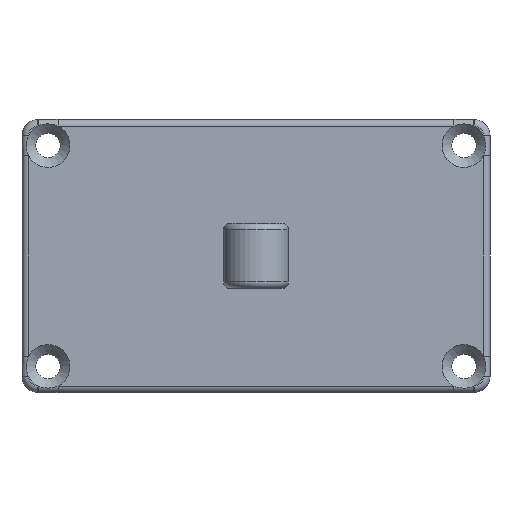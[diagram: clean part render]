
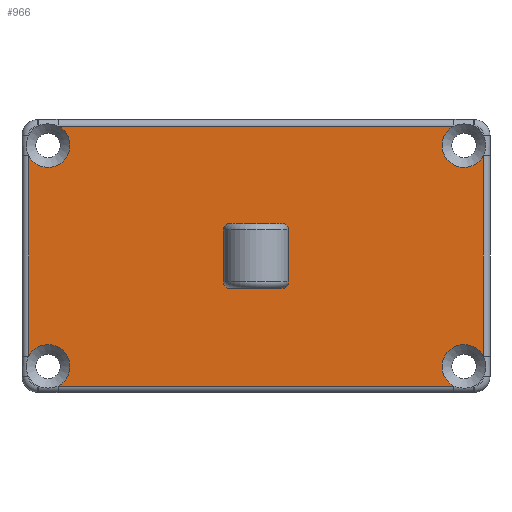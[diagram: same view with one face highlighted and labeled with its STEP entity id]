
A CAD part, front view. The second image highlights one B-rep face of the part: STEP entity #966.
In plain terms, the highlighted planar face has unit normal (0, -1, 0).
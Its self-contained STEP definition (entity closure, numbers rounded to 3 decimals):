
#53=FACE_BOUND('',#267,.T.);
#58=CIRCLE('',#994,1.);
#62=CIRCLE('',#1000,1.);
#65=CIRCLE('',#1006,1.);
#70=CIRCLE('',#1013,1.);
#114=CIRCLE('',#1089,3.375);
#118=CIRCLE('',#1094,3.375);
#120=CIRCLE('',#1096,3.375);
#122=CIRCLE('',#1099,3.375);
#124=CIRCLE('',#1101,3.375);
#126=CIRCLE('',#1107,3.375);
#206=FACE_OUTER_BOUND('',#266,.T.);
#266=EDGE_LOOP('',(#824,#825,#826,#827,#828,#829,#830,#831,#832,#833));
#267=EDGE_LOOP('',(#834,#835,#836,#837,#838,#839,#840,#841));
#283=LINE('',#1451,#334);
#288=LINE('',#1465,#339);
#291=LINE('',#1479,#342);
#296=LINE('',#1501,#347);
#299=LINE('',#1515,#350);
#302=LINE('',#1563,#353);
#306=LINE('',#1623,#357);
#310=LINE('',#1689,#361);
#334=VECTOR('',#1130,10.);
#339=VECTOR('',#1143,10.);
#342=VECTOR('',#1158,10.);
#347=VECTOR('',#1187,10.);
#350=VECTOR('',#1202,10.);
#353=VECTOR('',#1235,10.);
#357=VECTOR('',#1271,10.);
#361=VECTOR('',#1307,10.);
#385=VERTEX_POINT('',#1449);
#386=VERTEX_POINT('',#1450);
#389=VERTEX_POINT('',#1458);
#391=VERTEX_POINT('',#1464);
#394=VERTEX_POINT('',#1472);
#396=VERTEX_POINT('',#1478);
#398=VERTEX_POINT('',#1486);
#401=VERTEX_POINT('',#1497);
#403=VERTEX_POINT('',#1508);
#406=VERTEX_POINT('',#1513);
#415=VERTEX_POINT('',#1556);
#418=VERTEX_POINT('',#1561);
#427=VERTEX_POINT('',#1616);
#430=VERTEX_POINT('',#1621);
#441=VERTEX_POINT('',#1682);
#444=VERTEX_POINT('',#1687);
#459=VERTEX_POINT('',#1779);
#461=VERTEX_POINT('',#1787);
#471=EDGE_CURVE('',#385,#386,#283,.T.);
#475=EDGE_CURVE('',#389,#385,#58,.T.);
#478=EDGE_CURVE('',#391,#389,#288,.T.);
#482=EDGE_CURVE('',#394,#391,#62,.T.);
#485=EDGE_CURVE('',#396,#394,#291,.T.);
#489=EDGE_CURVE('',#386,#398,#65,.T.);
#495=EDGE_CURVE('',#401,#396,#70,.T.);
#497=EDGE_CURVE('',#398,#401,#296,.T.);
#503=EDGE_CURVE('',#406,#403,#299,.T.);
#519=EDGE_CURVE('',#418,#415,#302,.T.);
#537=EDGE_CURVE('',#430,#427,#306,.T.);
#557=EDGE_CURVE('',#444,#441,#310,.T.);
#583=EDGE_CURVE('',#415,#430,#114,.T.);
#588=EDGE_CURVE('',#403,#459,#118,.T.);
#591=EDGE_CURVE('',#459,#418,#120,.T.);
#593=EDGE_CURVE('',#441,#461,#122,.T.);
#596=EDGE_CURVE('',#461,#406,#124,.T.);
#598=EDGE_CURVE('',#427,#444,#126,.T.);
#824=ORIENTED_EDGE('',*,*,#519,.F.);
#825=ORIENTED_EDGE('',*,*,#591,.F.);
#826=ORIENTED_EDGE('',*,*,#588,.F.);
#827=ORIENTED_EDGE('',*,*,#503,.F.);
#828=ORIENTED_EDGE('',*,*,#596,.F.);
#829=ORIENTED_EDGE('',*,*,#593,.F.);
#830=ORIENTED_EDGE('',*,*,#557,.F.);
#831=ORIENTED_EDGE('',*,*,#598,.F.);
#832=ORIENTED_EDGE('',*,*,#537,.F.);
#833=ORIENTED_EDGE('',*,*,#583,.F.);
#834=ORIENTED_EDGE('',*,*,#471,.T.);
#835=ORIENTED_EDGE('',*,*,#489,.T.);
#836=ORIENTED_EDGE('',*,*,#497,.T.);
#837=ORIENTED_EDGE('',*,*,#495,.T.);
#838=ORIENTED_EDGE('',*,*,#485,.T.);
#839=ORIENTED_EDGE('',*,*,#482,.T.);
#840=ORIENTED_EDGE('',*,*,#478,.T.);
#841=ORIENTED_EDGE('',*,*,#475,.T.);
#915=PLANE('',#1106);
#966=ADVANCED_FACE('',(#206,#53),#915,.T.);
#994=AXIS2_PLACEMENT_3D('',#1459,#1136,#1137);
#1000=AXIS2_PLACEMENT_3D('',#1473,#1151,#1152);
#1006=AXIS2_PLACEMENT_3D('',#1487,#1167,#1168);
#1013=AXIS2_PLACEMENT_3D('',#1498,#1182,#1183);
#1089=AXIS2_PLACEMENT_3D('',#1772,#1360,#1361);
#1094=AXIS2_PLACEMENT_3D('',#1780,#1371,#1372);
#1096=AXIS2_PLACEMENT_3D('',#1784,#1376,#1377);
#1099=AXIS2_PLACEMENT_3D('',#1788,#1382,#1383);
#1101=AXIS2_PLACEMENT_3D('',#1792,#1387,#1388);
#1106=AXIS2_PLACEMENT_3D('',#1797,#1397,#1398);
#1107=AXIS2_PLACEMENT_3D('',#1798,#1399,#1400);
#1130=DIRECTION('',(0.,0.,1.));
#1136=DIRECTION('center_axis',(0.,1.,0.));
#1137=DIRECTION('ref_axis',(-0.707,0.,-0.707));
#1143=DIRECTION('',(-1.,0.,0.));
#1151=DIRECTION('center_axis',(0.,1.,0.));
#1152=DIRECTION('ref_axis',(0.707,0.,-0.707));
#1158=DIRECTION('',(0.,0.,-1.));
#1167=DIRECTION('center_axis',(0.,1.,0.));
#1168=DIRECTION('ref_axis',(-0.707,0.,0.707));
#1182=DIRECTION('center_axis',(0.,1.,0.));
#1183=DIRECTION('ref_axis',(0.707,0.,0.707));
#1187=DIRECTION('',(1.,0.,0.));
#1202=DIRECTION('',(0.,0.,-1.));
#1235=DIRECTION('',(-1.,0.,0.));
#1271=DIRECTION('',(0.,0.,1.));
#1307=DIRECTION('',(1.,0.,0.));
#1360=DIRECTION('center_axis',(0.,-1.,0.));
#1361=DIRECTION('ref_axis',(1.,0.,0.));
#1371=DIRECTION('center_axis',(0.,-1.,0.));
#1372=DIRECTION('ref_axis',(1.,0.,0.));
#1376=DIRECTION('center_axis',(0.,-1.,0.));
#1377=DIRECTION('ref_axis',(1.,0.,0.));
#1382=DIRECTION('center_axis',(0.,-1.,0.));
#1383=DIRECTION('ref_axis',(1.,0.,0.));
#1387=DIRECTION('center_axis',(0.,-1.,0.));
#1388=DIRECTION('ref_axis',(1.,0.,0.));
#1397=DIRECTION('center_axis',(0.,-1.,0.));
#1398=DIRECTION('ref_axis',(1.,0.,0.));
#1399=DIRECTION('center_axis',(0.,-1.,0.));
#1400=DIRECTION('ref_axis',(1.,0.,0.));
#1449=CARTESIAN_POINT('',(-6.,-28.,-4.));
#1450=CARTESIAN_POINT('',(-6.,-28.,4.));
#1451=CARTESIAN_POINT('',(-6.,-28.,0.));
#1458=CARTESIAN_POINT('',(-5.,-28.,-5.));
#1459=CARTESIAN_POINT('Origin',(-5.,-28.,-4.));
#1464=CARTESIAN_POINT('',(3.,-28.,-5.));
#1465=CARTESIAN_POINT('',(1.5,-28.,-5.));
#1472=CARTESIAN_POINT('',(4.,-28.,-4.));
#1473=CARTESIAN_POINT('Origin',(3.,-28.,-4.));
#1478=CARTESIAN_POINT('',(4.,-28.,4.));
#1479=CARTESIAN_POINT('',(4.,-28.,0.));
#1486=CARTESIAN_POINT('',(-5.,-28.,5.));
#1487=CARTESIAN_POINT('Origin',(-5.,-28.,4.));
#1497=CARTESIAN_POINT('',(3.,-28.,5.));
#1498=CARTESIAN_POINT('Origin',(3.,-28.,4.));
#1501=CARTESIAN_POINT('',(1.5,-28.,5.));
#1508=CARTESIAN_POINT('',(34.,-28.,-15.454));
#1513=CARTESIAN_POINT('',(34.,-28.,15.454));
#1515=CARTESIAN_POINT('',(34.,-28.,-10.5));
#1556=CARTESIAN_POINT('',(-31.454,-28.,-20.));
#1561=CARTESIAN_POINT('',(29.454,-28.,-20.));
#1563=CARTESIAN_POINT('',(-19.,-28.,-20.));
#1616=CARTESIAN_POINT('',(-36.,-28.,15.454));
#1621=CARTESIAN_POINT('',(-36.,-28.,-15.454));
#1623=CARTESIAN_POINT('',(-36.,-28.,10.5));
#1682=CARTESIAN_POINT('',(29.454,-28.,20.));
#1687=CARTESIAN_POINT('',(-31.454,-28.,20.));
#1689=CARTESIAN_POINT('',(17.,-28.,20.));
#1772=CARTESIAN_POINT('Origin',(-33.,-28.,-17.));
#1779=CARTESIAN_POINT('',(27.625,-28.,-17.));
#1780=CARTESIAN_POINT('Origin',(31.,-28.,-17.));
#1784=CARTESIAN_POINT('Origin',(31.,-28.,-17.));
#1787=CARTESIAN_POINT('',(27.625,-28.,17.));
#1788=CARTESIAN_POINT('Origin',(31.,-28.,17.));
#1792=CARTESIAN_POINT('Origin',(31.,-28.,17.));
#1797=CARTESIAN_POINT('Origin',(-1.,-28.,0.));
#1798=CARTESIAN_POINT('Origin',(-33.,-28.,17.));
